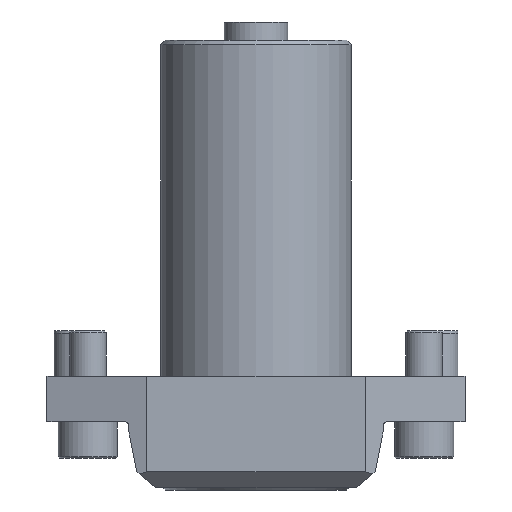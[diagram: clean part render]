
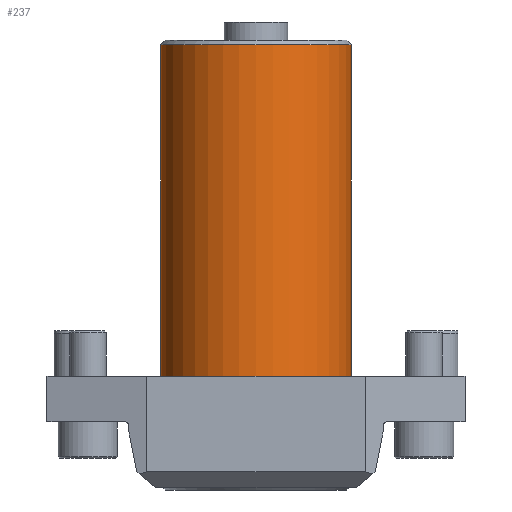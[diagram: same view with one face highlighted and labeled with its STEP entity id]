
A CAD part, left-side view. The second image highlights one B-rep face of the part: STEP entity #237.
In plain terms, the highlighted cylindrical face has radius 21 mm (diameter 42 mm), a full revolution.
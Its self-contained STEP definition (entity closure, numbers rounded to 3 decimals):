
#221=CYLINDRICAL_SURFACE('',#1048,21.);
#237=ADVANCED_FACE('',(#343,#344),#221,.T.);
#343=FACE_BOUND('',#413,.T.);
#344=FACE_BOUND('',#414,.T.);
#413=EDGE_LOOP('',(#521));
#414=EDGE_LOOP('',(#522));
#521=ORIENTED_EDGE('',*,*,#853,.T.);
#522=ORIENTED_EDGE('',*,*,#854,.T.);
#761=VERTEX_POINT('',#1497);
#762=VERTEX_POINT('',#1499);
#853=EDGE_CURVE('',#761,#761,#973,.T.);
#854=EDGE_CURVE('',#762,#762,#974,.T.);
#973=CIRCLE('',#1046,21.);
#974=CIRCLE('',#1047,21.);
#1046=AXIS2_PLACEMENT_3D('',#1496,#1181,#1182);
#1047=AXIS2_PLACEMENT_3D('',#1498,#1183,#1184);
#1048=AXIS2_PLACEMENT_3D('',#1500,#1185,#1186);
#1181=DIRECTION('',(0.,0.,-1.));
#1182=DIRECTION('',(1.,0.,0.));
#1183=DIRECTION('',(0.,0.,1.));
#1184=DIRECTION('',(1.,0.,0.));
#1185=DIRECTION('',(0.,0.,1.));
#1186=DIRECTION('',(-1.,0.,0.));
#1496=CARTESIAN_POINT('',(0.,0.,73.));
#1497=CARTESIAN_POINT('',(21.,0.,73.));
#1498=CARTESIAN_POINT('',(0.,0.,0.));
#1499=CARTESIAN_POINT('',(21.,0.,0.));
#1500=CARTESIAN_POINT('',(0.,0.,-5.));
